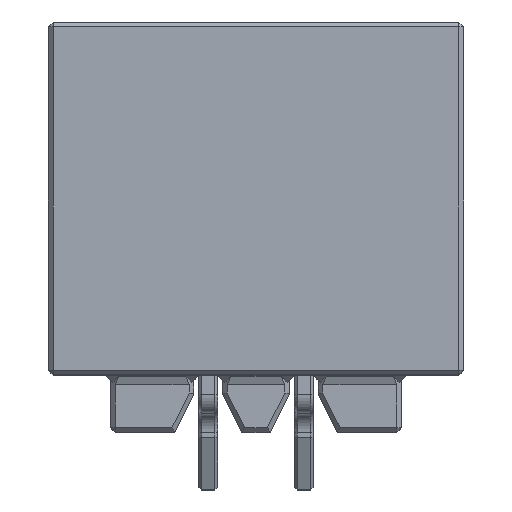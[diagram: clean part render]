
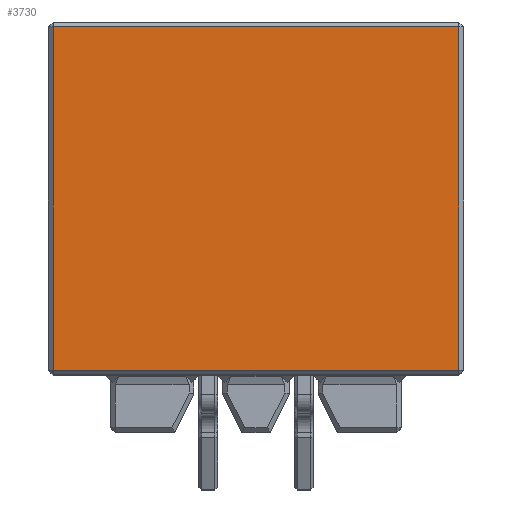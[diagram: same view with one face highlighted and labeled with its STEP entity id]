
A CAD part, top view. The second image highlights one B-rep face of the part: STEP entity #3730.
In plain terms, the highlighted planar face has unit normal (0, 0, 1).
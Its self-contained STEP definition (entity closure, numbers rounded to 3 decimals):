
#239=FACE_OUTER_BOUND('',#477,.T.);
#477=EDGE_LOOP('',(#3098,#3099,#3100,#3101));
#899=LINE('',#5801,#1395);
#905=LINE('',#5812,#1401);
#906=LINE('',#5814,#1402);
#909=LINE('',#5819,#1405);
#1395=VECTOR('',#4742,10.);
#1401=VECTOR('',#4754,10.);
#1402=VECTOR('',#4757,10.);
#1405=VECTOR('',#4764,10.);
#1726=VERTEX_POINT('',#5772);
#1729=VERTEX_POINT('',#5787);
#1732=VERTEX_POINT('',#5797);
#1734=VERTEX_POINT('',#5805);
#2167=EDGE_CURVE('',#1726,#1732,#899,.T.);
#2173=EDGE_CURVE('',#1732,#1734,#905,.T.);
#2174=EDGE_CURVE('',#1734,#1729,#906,.T.);
#2177=EDGE_CURVE('',#1729,#1726,#909,.T.);
#3098=ORIENTED_EDGE('',*,*,#2167,.F.);
#3099=ORIENTED_EDGE('',*,*,#2177,.F.);
#3100=ORIENTED_EDGE('',*,*,#2174,.F.);
#3101=ORIENTED_EDGE('',*,*,#2173,.F.);
#3504=PLANE('',#3992);
#3730=ADVANCED_FACE('',(#239),#3504,.T.);
#3992=AXIS2_PLACEMENT_3D('',#5870,#4836,#4837);
#4742=DIRECTION('',(0.,-1.,0.));
#4754=DIRECTION('',(-1.,0.,0.));
#4757=DIRECTION('',(0.,1.,0.));
#4764=DIRECTION('',(1.,0.,0.));
#4836=DIRECTION('center_axis',(0.,0.,1.));
#4837=DIRECTION('ref_axis',(1.,0.,0.));
#5772=CARTESIAN_POINT('',(4.3,4.25,3.2));
#5787=CARTESIAN_POINT('',(0.05,4.25,3.2));
#5797=CARTESIAN_POINT('',(4.3,0.65,3.2));
#5801=CARTESIAN_POINT('',(4.3,1.075,3.2));
#5805=CARTESIAN_POINT('',(0.05,0.65,3.2));
#5812=CARTESIAN_POINT('',(2.175,0.65,3.2));
#5814=CARTESIAN_POINT('',(0.05,3.225,3.2));
#5819=CARTESIAN_POINT('',(3.263,4.25,3.2));
#5870=CARTESIAN_POINT('Origin',(2.175,2.15,3.2));
